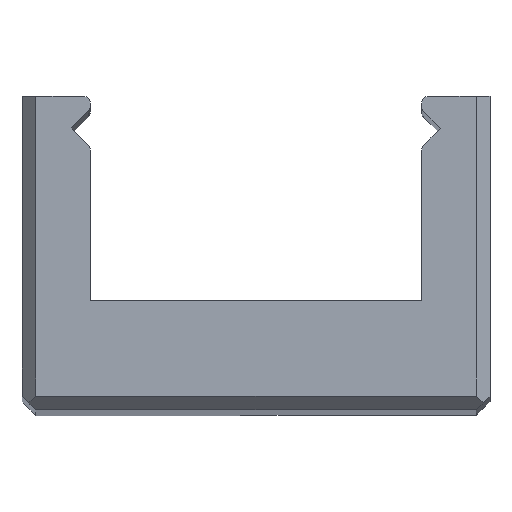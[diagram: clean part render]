
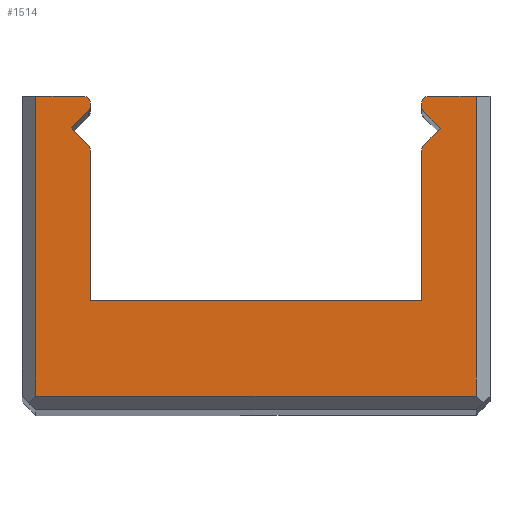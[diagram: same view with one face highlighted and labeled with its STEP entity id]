
A CAD part, top view. The second image highlights one B-rep face of the part: STEP entity #1514.
In plain terms, the highlighted planar face has unit normal (0, 0, 1).
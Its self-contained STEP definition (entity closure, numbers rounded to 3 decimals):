
#158=CARTESIAN_POINT('',(-256.44,338.531,481.546));
#159=VERTEX_POINT('',#158);
#174=CARTESIAN_POINT('',(-256.44,338.724,481.546));
#175=VERTEX_POINT('',#174);
#182=CARTESIAN_POINT('',(-256.44,338.724,481.546));
#183=DIRECTION('',(0.,-1.,0.));
#184=VECTOR('',#183,0.193);
#185=LINE('',#182,#184);
#186=EDGE_CURVE('',#175,#159,#185,.T.);
#304=CARTESIAN_POINT('',(-232.243,338.724,481.546));
#305=VERTEX_POINT('',#304);
#320=CARTESIAN_POINT('',(-232.243,338.461,481.546));
#321=VERTEX_POINT('',#320);
#328=CARTESIAN_POINT('',(-232.243,338.724,481.546));
#329=DIRECTION('',(0.,-1.,0.));
#330=VECTOR('',#329,0.264);
#331=LINE('',#328,#330);
#332=EDGE_CURVE('',#305,#321,#331,.T.);
#368=CARTESIAN_POINT('',(-231.743,339.224,481.546));
#369=VERTEX_POINT('',#368);
#376=CARTESIAN_POINT('',(-228.243,339.224,481.546));
#377=VERTEX_POINT('',#376);
#378=CARTESIAN_POINT('',(-231.743,339.224,481.546));
#379=DIRECTION('',(1.,0.,-0.));
#380=VECTOR('',#379,3.5);
#381=LINE('',#378,#380);
#382=EDGE_CURVE('',#369,#377,#381,.T.);
#398=CARTESIAN_POINT('',(-256.94,339.224,481.546));
#399=VERTEX_POINT('',#398);
#423=CARTESIAN_POINT('',(-260.44,339.224,481.546));
#424=VERTEX_POINT('',#423);
#431=CARTESIAN_POINT('',(-260.44,339.224,481.546));
#432=DIRECTION('',(1.,0.,-0.));
#433=VECTOR('',#432,3.5);
#434=LINE('',#431,#433);
#435=EDGE_CURVE('',#424,#399,#434,.T.);
#445=CARTESIAN_POINT('',(-232.243,324.324,481.546));
#446=VERTEX_POINT('',#445);
#477=CARTESIAN_POINT('',(-256.44,324.324,481.546));
#478=VERTEX_POINT('',#477);
#485=CARTESIAN_POINT('',(-232.243,324.324,481.546));
#486=DIRECTION('',(-1.,-0.,0.));
#487=VECTOR('',#486,24.196);
#488=LINE('',#485,#487);
#489=EDGE_CURVE('',#446,#478,#488,.T.);
#872=CARTESIAN_POINT('',(-232.243,335.289,481.546));
#873=VERTEX_POINT('',#872);
#882=CARTESIAN_POINT('',(-232.243,335.289,481.546));
#883=DIRECTION('',(0.,-1.,0.));
#884=VECTOR('',#883,10.964);
#885=LINE('',#882,#884);
#886=EDGE_CURVE('',#873,#446,#885,.T.);
#898=CARTESIAN_POINT('',(-256.44,335.289,481.546));
#899=VERTEX_POINT('',#898);
#906=CARTESIAN_POINT('',(-256.44,335.289,481.546));
#907=DIRECTION('',(0.,-1.,0.));
#908=VECTOR('',#907,10.964);
#909=LINE('',#906,#908);
#910=EDGE_CURVE('',#899,#478,#909,.T.);
#920=CARTESIAN_POINT('',(-257.854,336.91,481.546));
#921=VERTEX_POINT('',#920);
#929=CARTESIAN_POINT('',(-256.586,338.178,481.546));
#930=VERTEX_POINT('',#929);
#937=CARTESIAN_POINT('',(-256.586,338.178,481.546));
#938=DIRECTION('',(-0.707,-0.707,0.));
#939=VECTOR('',#938,1.793);
#940=LINE('',#937,#939);
#941=EDGE_CURVE('',#930,#921,#940,.T.);
#951=CARTESIAN_POINT('',(-256.586,335.642,481.546));
#952=VERTEX_POINT('',#951);
#961=CARTESIAN_POINT('',(-257.854,336.91,481.546));
#962=DIRECTION('',(0.707,-0.707,-0.));
#963=VECTOR('',#962,1.793);
#964=LINE('',#961,#963);
#965=EDGE_CURVE('',#921,#952,#964,.T.);
#975=CARTESIAN_POINT('',(-230.864,336.875,481.546));
#976=VERTEX_POINT('',#975);
#984=CARTESIAN_POINT('',(-232.097,335.642,481.546));
#985=VERTEX_POINT('',#984);
#992=CARTESIAN_POINT('',(-230.864,336.875,481.546));
#993=DIRECTION('',(-0.707,-0.707,0.));
#994=VECTOR('',#993,1.743);
#995=LINE('',#992,#994);
#996=EDGE_CURVE('',#976,#985,#995,.T.);
#1006=CARTESIAN_POINT('',(-232.097,338.107,481.546));
#1007=VERTEX_POINT('',#1006);
#1016=CARTESIAN_POINT('',(-232.097,338.107,481.546));
#1017=DIRECTION('',(0.707,-0.707,-0.));
#1018=VECTOR('',#1017,1.743);
#1019=LINE('',#1016,#1018);
#1020=EDGE_CURVE('',#1007,#976,#1019,.T.);
#1033=CARTESIAN_POINT('',(-231.743,338.461,481.546));
#1034=DIRECTION('',(-0.,-0.,-1.));
#1035=DIRECTION('',(-0.,1.,-0.));
#1036=AXIS2_PLACEMENT_3D('',#1033,#1034,#1035);
#1037=CIRCLE('',#1036,0.5);
#1038=EDGE_CURVE('',#1007,#321,#1037,.T.);
#1051=CARTESIAN_POINT('',(-231.743,335.289,481.546));
#1052=DIRECTION('',(-0.,-0.,-1.));
#1053=DIRECTION('',(-0.,1.,-0.));
#1054=AXIS2_PLACEMENT_3D('',#1051,#1052,#1053);
#1055=CIRCLE('',#1054,0.5);
#1056=EDGE_CURVE('',#873,#985,#1055,.T.);
#1069=CARTESIAN_POINT('',(-231.743,338.724,481.546));
#1070=DIRECTION('',(-0.,-0.,-1.));
#1071=DIRECTION('',(-0.,1.,-0.));
#1072=AXIS2_PLACEMENT_3D('',#1069,#1070,#1071);
#1073=CIRCLE('',#1072,0.5);
#1074=EDGE_CURVE('',#305,#369,#1073,.T.);
#1087=CARTESIAN_POINT('',(-256.94,338.531,481.546));
#1088=DIRECTION('',(-0.,-0.,-1.));
#1089=DIRECTION('',(-0.,1.,-0.));
#1090=AXIS2_PLACEMENT_3D('',#1087,#1088,#1089);
#1091=CIRCLE('',#1090,0.5);
#1092=EDGE_CURVE('',#159,#930,#1091,.T.);
#1105=CARTESIAN_POINT('',(-256.94,335.289,481.546));
#1106=DIRECTION('',(-0.,-0.,-1.));
#1107=DIRECTION('',(-0.,1.,-0.));
#1108=AXIS2_PLACEMENT_3D('',#1105,#1106,#1107);
#1109=CIRCLE('',#1108,0.5);
#1110=EDGE_CURVE('',#952,#899,#1109,.T.);
#1123=CARTESIAN_POINT('',(-256.94,338.724,481.546));
#1124=DIRECTION('',(-0.,-0.,-1.));
#1125=DIRECTION('',(-0.,1.,-0.));
#1126=AXIS2_PLACEMENT_3D('',#1123,#1124,#1125);
#1127=CIRCLE('',#1126,0.5);
#1128=EDGE_CURVE('',#399,#175,#1127,.T.);
#1468=CARTESIAN_POINT('',(-227.243,324.324,481.546));
#1469=DIRECTION('',(-0.,-0.,-1.));
#1470=DIRECTION('',(-0.,1.,-0.));
#1471=AXIS2_PLACEMENT_3D('',#1468,#1469,#1470);
#1472=PLANE('',#1471);
#1473=CARTESIAN_POINT('',(-228.243,317.324,481.546));
#1474=VERTEX_POINT('',#1473);
#1475=CARTESIAN_POINT('',(-260.44,317.324,481.546));
#1476=VERTEX_POINT('',#1475);
#1477=CARTESIAN_POINT('',(-228.243,317.324,481.546));
#1478=DIRECTION('',(-1.,-0.,0.));
#1479=VECTOR('',#1478,32.196);
#1480=LINE('',#1477,#1479);
#1481=EDGE_CURVE('',#1474,#1476,#1480,.T.);
#1482=ORIENTED_EDGE('',*,*,#1481,.F.);
#1483=CARTESIAN_POINT('',(-228.243,339.224,481.546));
#1484=DIRECTION('',(0.,-1.,0.));
#1485=VECTOR('',#1484,21.9);
#1486=LINE('',#1483,#1485);
#1487=EDGE_CURVE('',#377,#1474,#1486,.T.);
#1488=ORIENTED_EDGE('',*,*,#1487,.F.);
#1489=ORIENTED_EDGE('',*,*,#382,.F.);
#1490=ORIENTED_EDGE('',*,*,#1074,.F.);
#1491=ORIENTED_EDGE('',*,*,#332,.T.);
#1492=ORIENTED_EDGE('',*,*,#1038,.F.);
#1493=ORIENTED_EDGE('',*,*,#1020,.T.);
#1494=ORIENTED_EDGE('',*,*,#996,.T.);
#1495=ORIENTED_EDGE('',*,*,#1056,.F.);
#1496=ORIENTED_EDGE('',*,*,#886,.T.);
#1497=ORIENTED_EDGE('',*,*,#489,.T.);
#1498=ORIENTED_EDGE('',*,*,#910,.F.);
#1499=ORIENTED_EDGE('',*,*,#1110,.F.);
#1500=ORIENTED_EDGE('',*,*,#965,.F.);
#1501=ORIENTED_EDGE('',*,*,#941,.F.);
#1502=ORIENTED_EDGE('',*,*,#1092,.F.);
#1503=ORIENTED_EDGE('',*,*,#186,.F.);
#1504=ORIENTED_EDGE('',*,*,#1128,.F.);
#1505=ORIENTED_EDGE('',*,*,#435,.F.);
#1506=CARTESIAN_POINT('',(-260.44,317.324,481.546));
#1507=DIRECTION('',(-0.,1.,-0.));
#1508=VECTOR('',#1507,21.9);
#1509=LINE('',#1506,#1508);
#1510=EDGE_CURVE('',#1476,#424,#1509,.T.);
#1511=ORIENTED_EDGE('',*,*,#1510,.F.);
#1512=EDGE_LOOP('',(#1482,#1488,#1489,#1490,#1491,#1492,#1493,#1494,#1495,#1496,#1497,#1498,#1499,#1500,#1501,#1502,#1503,#1504,#1505,#1511));
#1513=FACE_BOUND('',#1512,.T.);
#1514=ADVANCED_FACE('',(#1513),#1472,.F.);
